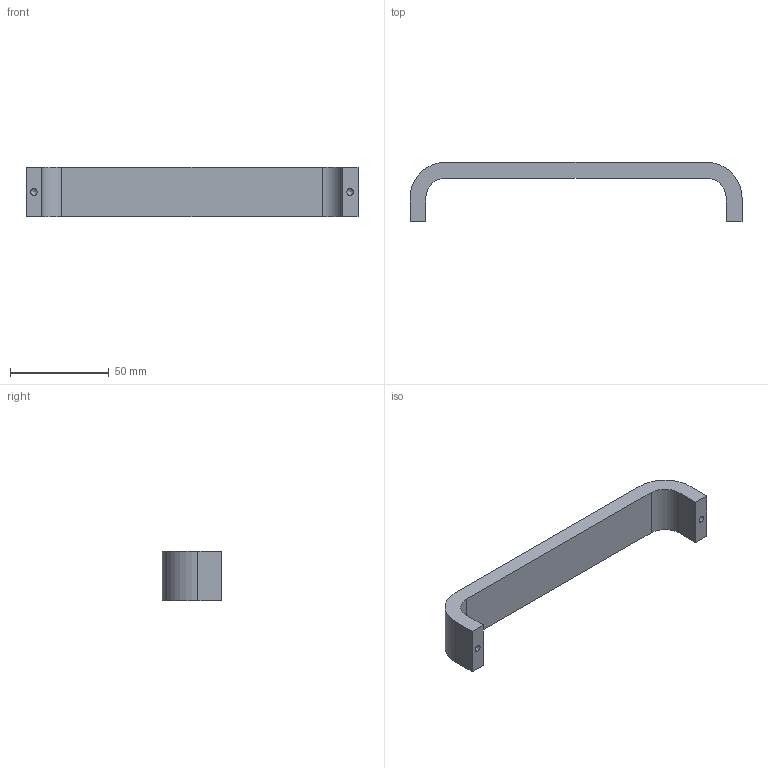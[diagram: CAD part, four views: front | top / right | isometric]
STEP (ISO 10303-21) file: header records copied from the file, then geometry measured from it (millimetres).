
FILE_DESCRIPTION (( 'STEP AP214' ), '1' );
FILE_NAME ('F002213,F002217,F002221_3D.step', '2022-06-10T07:01:56', ( '' ), ( '' ), 'SwSTEP 2.0', 'SolidWorks 2020', '' );
FILE_SCHEMA (( 'AUTOMOTIVE_DESIGN' ));
Length unit declared in the file: millimetre
Products named in the file (1): F002213,F002217,F002221_3D
Bounding box: 168 x 30 x 25 mm (x, y, z)
Volume: 39794.1 mm3; surface area: 13840.1 mm2
Topology: 1 solids, 1 shells, 22 faces, 56 edges, 34 vertices
Faces by surface type: plane 10, cylinder 8, cone 4
Entity records: 714 total; most frequent: DIRECTION 114, CARTESIAN_POINT 109, ORIENTED_EDGE 104, EDGE_CURVE 52, AXIS2_PLACEMENT_3D 39, LINE 36, VECTOR 36, VERTEX_POINT 34
